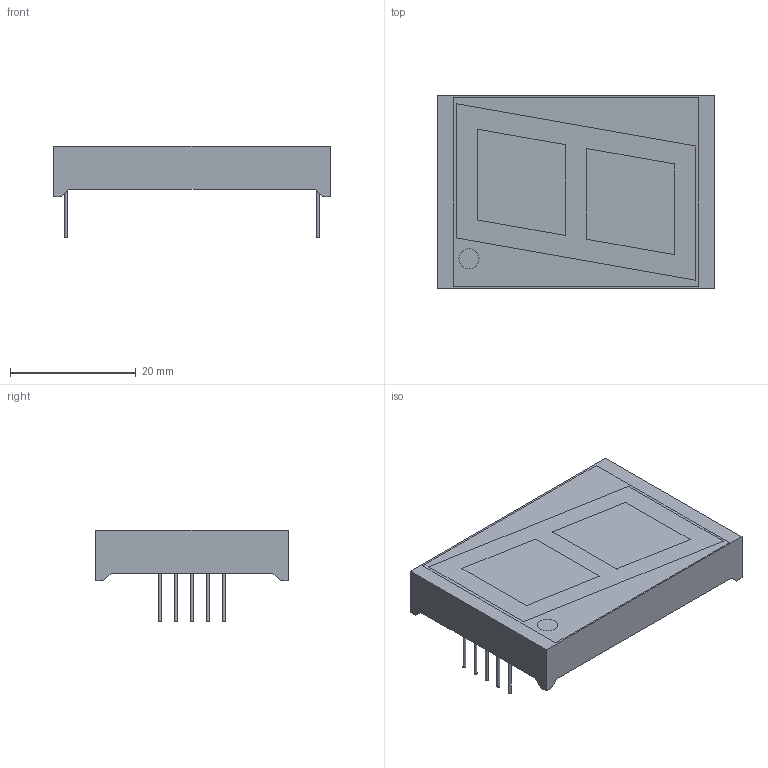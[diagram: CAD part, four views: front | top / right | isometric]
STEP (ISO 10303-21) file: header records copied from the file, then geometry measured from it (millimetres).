
FILE_DESCRIPTION(('FreeCAD Model'),'2;1');
FILE_NAME('Open CASCADE Shape Model','2025-01-25T16:31:02',(''),(''), 'Open CASCADE STEP processor 7.8','FreeCAD','Unknown');
FILE_SCHEMA(('AUTOMOTIVE_DESIGN { 1 0 10303 214 1 1 1 1 }'));
Length unit declared in the file: millimetre
Products named in the file (5): LSD150; Array; Pin; Body001; Body002
Assembly tree (13 placements, depth 3):
  LSD150
    Array
      Pin  x10
    Body001
    Body002
Bounding box: 44 x 30.6 x 14.5 mm (x, y, z)
Volume: 9940 mm3; surface area: 6584.5 mm2
Topology: 12 solids, 12 shells, 71 faces, 129 edges, 86 vertices
Faces by surface type: plane 60, cylinder 11
Full cylindrical faces by diameter (mm): 0.5 x10, 3.2 x1
Entity records: 1414 total; most frequent: CARTESIAN_POINT 228, DIRECTION 222, ORIENTED_EDGE 204, EDGE_CURVE 102, LINE 98, VECTOR 98, VERTEX_POINT 68, AXIS2_PLACEMENT_3D 62
